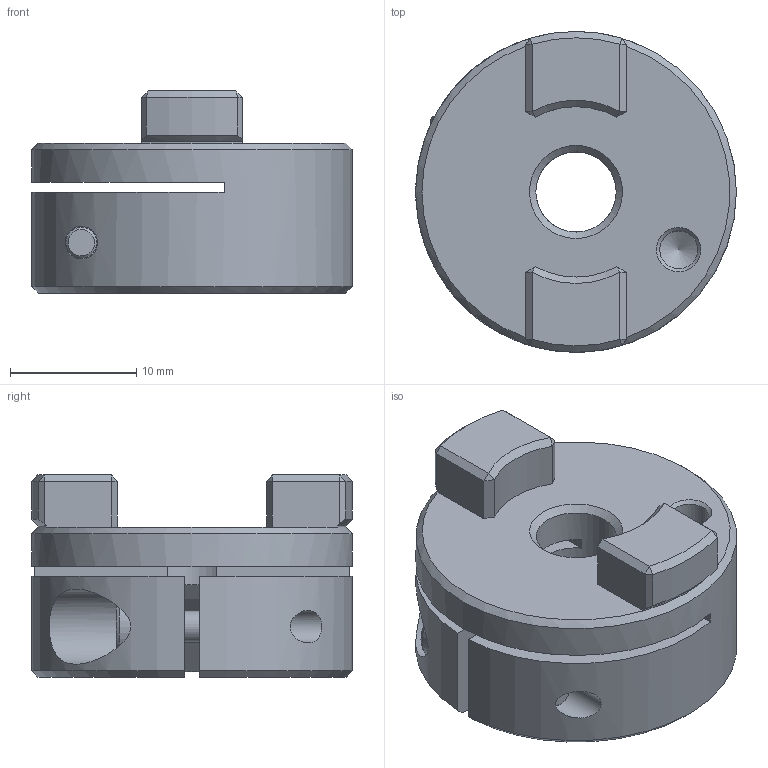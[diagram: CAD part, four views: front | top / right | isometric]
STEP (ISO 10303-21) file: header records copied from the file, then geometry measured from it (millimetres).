
FILE_DESCRIPTION(/* description */ (''),/* implementation_level */ '2;1');
FILE_NAME(/* name */ 'MISC_Coupling_OCT16-4-A.ipt.stp',/* time_stamp */ '2016-01-07T16:45:34-08:00',/* author */ ('Autodesk Inc.'),/* organization */ ('Autodesk Inc.'),/* preprocessor_version */ 'ST-DEVELOPER v16.1',/* originating_system */ 'Autodesk Inventor 2016',/* authorisation */ '');
FILE_SCHEMA (('AUTOMOTIVE_DESIGN { 1 0 10303 214 3 1 1 }'));
Length unit declared in the file: inch
Products named in the file (1): MISC_Coupling_OCT16-4-A
Bounding box: 25.4 x 25.4 x 16 mm (x, y, z)
Volume: 5442.9 mm3; surface area: 3431 mm2
Topology: 1 solids, 1 shells, 79 faces, 188 edges, 115 vertices
Faces by surface type: plane 49, cone 15, cylinder 15
Full cylindrical faces by diameter (mm): 2.45 x1, 2.578 x1, 3 x1, 3.264 x1, 5.5 x1, 5.954 x1, 6.35 x1, 25.4 x1
Entity records: 2350 total; most frequent: CARTESIAN_POINT 501, DIRECTION 362, ORIENTED_EDGE 340, EDGE_CURVE 170, AXIS2_PLACEMENT_3D 132, VERTEX_POINT 111, EDGE_LOOP 101, LINE 98
